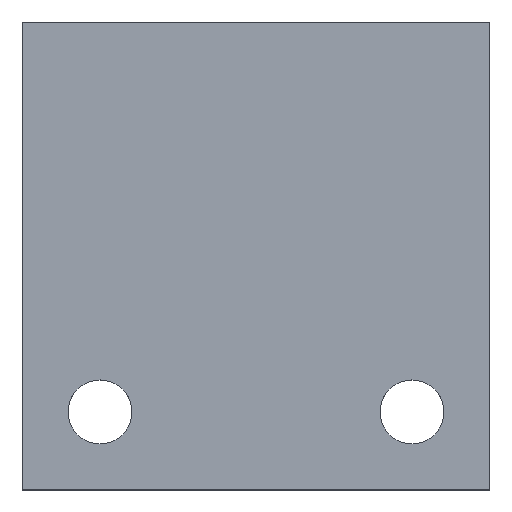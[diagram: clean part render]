
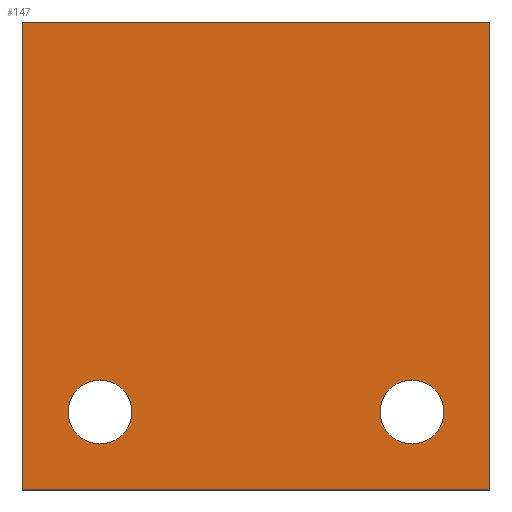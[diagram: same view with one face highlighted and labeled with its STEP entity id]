
A CAD part, top view. The second image highlights one B-rep face of the part: STEP entity #147.
In plain terms, the highlighted planar face has unit normal (0, 0, 1).
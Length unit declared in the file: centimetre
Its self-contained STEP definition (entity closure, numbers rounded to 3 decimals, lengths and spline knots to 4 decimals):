
#22=FACE_BOUND('',#46,.T.);
#23=FACE_BOUND('',#47,.T.);
#28=CIRCLE('',#160,0.41);
#29=CIRCLE('',#161,0.41);
#35=FACE_OUTER_BOUND('',#45,.T.);
#45=EDGE_LOOP('',(#126,#127,#128,#129));
#46=EDGE_LOOP('',(#130));
#47=EDGE_LOOP('',(#131));
#57=LINE('',#220,#69);
#59=LINE('',#224,#71);
#61=LINE('',#228,#73);
#63=LINE('',#231,#75);
#69=VECTOR('',#179,6.);
#71=VECTOR('',#183,6.);
#73=VECTOR('',#187,6.);
#75=VECTOR('',#191,6.);
#82=VERTEX_POINT('',#217);
#83=VERTEX_POINT('',#219);
#84=VERTEX_POINT('',#223);
#85=VERTEX_POINT('',#227);
#86=VERTEX_POINT('',#233);
#87=VERTEX_POINT('',#235);
#95=EDGE_CURVE('',#82,#83,#57,.T.);
#97=EDGE_CURVE('',#83,#84,#59,.T.);
#99=EDGE_CURVE('',#84,#85,#61,.T.);
#101=EDGE_CURVE('',#85,#82,#63,.T.);
#102=EDGE_CURVE('',#86,#86,#28,.T.);
#103=EDGE_CURVE('',#87,#87,#29,.T.);
#126=ORIENTED_EDGE('',*,*,#95,.F.);
#127=ORIENTED_EDGE('',*,*,#101,.F.);
#128=ORIENTED_EDGE('',*,*,#99,.F.);
#129=ORIENTED_EDGE('',*,*,#97,.F.);
#130=ORIENTED_EDGE('',*,*,#102,.F.);
#131=ORIENTED_EDGE('',*,*,#103,.F.);
#141=PLANE('',#159);
#147=ADVANCED_FACE('',(#35,#22,#23),#141,.T.);
#159=AXIS2_PLACEMENT_3D('',#232,#192,#193);
#160=AXIS2_PLACEMENT_3D('',#234,#194,#195);
#161=AXIS2_PLACEMENT_3D('',#236,#196,#197);
#179=DIRECTION('',(0.,1.,0.));
#183=DIRECTION('',(1.,0.,0.));
#187=DIRECTION('',(0.,-1.,0.));
#191=DIRECTION('',(-1.,0.,0.));
#192=DIRECTION('center_axis',(0.,0.,1.));
#193=DIRECTION('ref_axis',(1.,0.,0.));
#194=DIRECTION('center_axis',(0.,0.,1.));
#195=DIRECTION('ref_axis',(-1.,0.,0.));
#196=DIRECTION('center_axis',(0.,0.,1.));
#197=DIRECTION('ref_axis',(-1.,0.,0.));
#217=CARTESIAN_POINT('',(-3.,-4.,0.15));
#219=CARTESIAN_POINT('',(-3.,2.,0.15));
#220=CARTESIAN_POINT('',(-3.,-4.,0.15));
#223=CARTESIAN_POINT('',(3.,2.,0.15));
#224=CARTESIAN_POINT('',(-3.,2.,0.15));
#227=CARTESIAN_POINT('',(3.,-4.,0.15));
#228=CARTESIAN_POINT('',(3.,2.,0.15));
#231=CARTESIAN_POINT('',(3.,-4.,0.15));
#232=CARTESIAN_POINT('Origin',(0.,0.,0.15));
#233=CARTESIAN_POINT('',(-1.59,-3.,0.15));
#234=CARTESIAN_POINT('Origin',(-2.,-3.,0.15));
#235=CARTESIAN_POINT('',(2.41,-3.,0.15));
#236=CARTESIAN_POINT('Origin',(2.,-3.,0.15));
